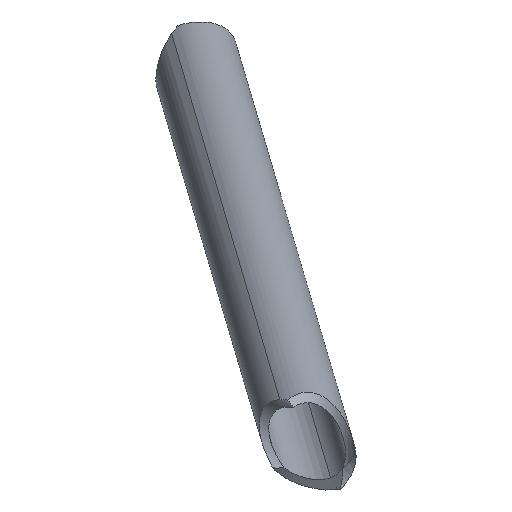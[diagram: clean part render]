
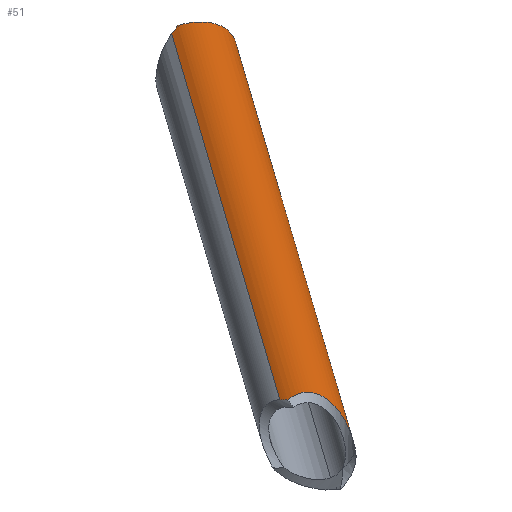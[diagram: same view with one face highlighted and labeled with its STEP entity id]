
A CAD part, isometric view. The second image highlights one B-rep face of the part: STEP entity #51.
In plain terms, the highlighted cylindrical face has radius 7.5 mm (diameter 15 mm), a partial arc.
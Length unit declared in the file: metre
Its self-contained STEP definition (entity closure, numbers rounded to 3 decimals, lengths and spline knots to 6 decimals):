
#51=ADVANCED_FACE('0:115',(#100),#101,.T.);
#100=FACE_OUTER_BOUND('',#144,.T.);
#101=CYLINDRICAL_SURFACE('',#145,0.0075);
#144=EDGE_LOOP('',(#286,#287,#288,#289,#290,#291,#292,#293,#294));
#145=AXIS2_PLACEMENT_3D('',#295,#296,#297);
#286=ORIENTED_EDGE('',*,*,#344,.T.);
#287=ORIENTED_EDGE('',*,*,#375,.T.);
#288=ORIENTED_EDGE('',*,*,#376,.T.);
#289=ORIENTED_EDGE('',*,*,#350,.T.);
#290=ORIENTED_EDGE('',*,*,#371,.T.);
#291=ORIENTED_EDGE('',*,*,#365,.T.);
#292=ORIENTED_EDGE('',*,*,#364,.F.);
#293=ORIENTED_EDGE('',*,*,#373,.T.);
#294=ORIENTED_EDGE('',*,*,#360,.T.);
#295=CARTESIAN_POINT('',(-1.475683,0.327899,0.224006));
#296=DIRECTION('',(-0.608,-0.743,0.279));
#297=DIRECTION('',(0.279,-0.529,-0.802));
#344=EDGE_CURVE('',#403,#404,#405,.T.);
#350=EDGE_CURVE('',#416,#414,#417,.T.);
#360=EDGE_CURVE('0:136',#431,#403,#432,.T.);
#364=EDGE_CURVE('0:145',#437,#438,#439,.T.);
#365=EDGE_CURVE('0:148',#440,#438,#441,.T.);
#371=EDGE_CURVE('',#414,#440,#448,.T.);
#373=EDGE_CURVE('0:172',#437,#431,#450,.T.);
#375=EDGE_CURVE('',#404,#452,#453,.T.);
#376=EDGE_CURVE('0:178',#452,#416,#454,.T.);
#403=VERTEX_POINT('',#573);
#404=VERTEX_POINT('',#574);
#405=LINE('',#575,#576);
#414=VERTEX_POINT('',#591);
#416=VERTEX_POINT('',#593);
#417=LINE('',#594,#595);
#431=VERTEX_POINT('',#713);
#432=ELLIPSE('',#714,0.013533,0.0075);
#437=VERTEX_POINT('',#722);
#438=VERTEX_POINT('',#723);
#439=ELLIPSE('',#724,0.016733,0.0075);
#440=VERTEX_POINT('',#725);
#441=ELLIPSE('',#726,0.016733,0.0075);
#448=ELLIPSE('',#778,0.020938,0.0075);
#450=ELLIPSE('',#780,0.008033,0.0075);
#452=VERTEX_POINT('',#782);
#453=B_SPLINE_CURVE_WITH_KNOTS('',3,(#783,#784,#785,#786,#787,#788,#789,#790,#791,#792,#793,#794,#795,#796,#797,#798,#799,#800,#801,#802,#803,#804,#805,#806,#807,#808,#809,#810,#811,#812,#813,#814,#815,#816,#817,#818,#819),.UNSPECIFIED.,.F.,.F.,(4,3,3,3,3,3,3,3,3,3,3,3,4),(0.0,4.534369,5.552524,9.265479,13.030962,17.726274,19.764198,23.970023,27.461655,30.513407,33.113216,35.886404,36.304504),.UNSPECIFIED.);
#454=B_SPLINE_CURVE_WITH_KNOTS('',5,(#820,#821,#822,#823,#824,#825,#826,#827,#828,#829,#830,#831,#832,#833,#834,#835,#836,#837,#838,#839,#840,#841,#842,#843,#844,#845),.UNSPECIFIED.,.F.,.F.,(6,3,3,3,3,3,5,6),(0.0,6.698694,10.139037,13.644494,16.086968,18.348097,24.406779,26.836187),.UNSPECIFIED.);
#573=CARTESIAN_POINT('',(-1.576246,0.198407,0.265098));
#574=CARTESIAN_POINT('',(-1.447148,0.356267,0.205861));
#575=CARTESIAN_POINT('',(-1.473591,0.323932,0.217995));
#576=VECTOR('',#901,1.0);
#591=CARTESIAN_POINT('',(-1.572974,0.215457,0.2737));
#593=CARTESIAN_POINT('',(-1.45623,0.358211,0.220132));
#594=CARTESIAN_POINT('',(-1.477776,0.331866,0.230018));
#595=VECTOR('',#911,1.0);
#713=CARTESIAN_POINT('',(-1.576329,0.197602,0.265625));
#714=AXIS2_PLACEMENT_3D('',#919,#920,#921);
#722=CARTESIAN_POINT('',(-1.572779,0.197374,0.271932));
#723=CARTESIAN_POINT('',(-1.569076,0.203811,0.273384));
#724=AXIS2_PLACEMENT_3D('',#925,#926,#927);
#725=CARTESIAN_POINT('',(-1.573376,0.213167,0.274932));
#726=AXIS2_PLACEMENT_3D('',#928,#929,#930);
#778=AXIS2_PLACEMENT_3D('',#937,#938,#939);
#780=AXIS2_PLACEMENT_3D('',#940,#941,#942);
#782=CARTESIAN_POINT('',(-1.45392,0.359029,0.220224));
#783=CARTESIAN_POINT('',(-1.447571,0.356472,0.205603));
#784=CARTESIAN_POINT('',(-1.446717,0.356041,0.206089));
#785=CARTESIAN_POINT('',(-1.44592,0.355751,0.206754));
#786=CARTESIAN_POINT('',(-1.445283,0.35556,0.20754));
#787=CARTESIAN_POINT('',(-1.44514,0.355517,0.207717));
#788=CARTESIAN_POINT('',(-1.445005,0.355479,0.2079));
#789=CARTESIAN_POINT('',(-1.44488,0.355445,0.208088));
#790=CARTESIAN_POINT('',(-1.44442,0.355321,0.208774));
#791=CARTESIAN_POINT('',(-1.444084,0.355251,0.209532));
#792=CARTESIAN_POINT('',(-1.443901,0.355201,0.210317));
#793=CARTESIAN_POINT('',(-1.443716,0.35515,0.211113));
#794=CARTESIAN_POINT('',(-1.443689,0.355118,0.211933));
#795=CARTESIAN_POINT('',(-1.443797,0.35509,0.212727));
#796=CARTESIAN_POINT('',(-1.443932,0.355055,0.213718));
#797=CARTESIAN_POINT('',(-1.444272,0.355026,0.214667));
#798=CARTESIAN_POINT('',(-1.444738,0.355019,0.215543));
#799=CARTESIAN_POINT('',(-1.44494,0.355016,0.215923));
#800=CARTESIAN_POINT('',(-1.445166,0.355018,0.216289));
#801=CARTESIAN_POINT('',(-1.445412,0.355026,0.216641));
#802=CARTESIAN_POINT('',(-1.445919,0.355044,0.217368));
#803=CARTESIAN_POINT('',(-1.446519,0.35509,0.218048));
#804=CARTESIAN_POINT('',(-1.447197,0.355203,0.218659));
#805=CARTESIAN_POINT('',(-1.44776,0.355296,0.219165));
#806=CARTESIAN_POINT('',(-1.448378,0.355434,0.219624));
#807=CARTESIAN_POINT('',(-1.44904,0.355652,0.219999));
#808=CARTESIAN_POINT('',(-1.449619,0.355843,0.220327));
#809=CARTESIAN_POINT('',(-1.450233,0.356097,0.220589));
#810=CARTESIAN_POINT('',(-1.450849,0.356434,0.220739));
#811=CARTESIAN_POINT('',(-1.451373,0.35672,0.220867));
#812=CARTESIAN_POINT('',(-1.451898,0.357069,0.22091));
#813=CARTESIAN_POINT('',(-1.45238,0.357461,0.220852));
#814=CARTESIAN_POINT('',(-1.452895,0.35788,0.22079));
#815=CARTESIAN_POINT('',(-1.453358,0.358346,0.220613));
#816=CARTESIAN_POINT('',(-1.453748,0.358816,0.220349));
#817=CARTESIAN_POINT('',(-1.453807,0.358887,0.220309));
#818=CARTESIAN_POINT('',(-1.453864,0.358958,0.220268));
#819=CARTESIAN_POINT('',(-1.45392,0.359029,0.220224));
#820=CARTESIAN_POINT('',(-1.45392,0.359029,0.220224));
#821=CARTESIAN_POINT('',(-1.45483,0.358732,0.220236));
#822=CARTESIAN_POINT('',(-1.455734,0.35841,0.220203));
#823=CARTESIAN_POINT('',(-1.456629,0.35807,0.220122));
#824=CARTESIAN_POINT('',(-1.45797,0.357531,0.219918));
#825=CARTESIAN_POINT('',(-1.459268,0.356973,0.219545));
#826=CARTESIAN_POINT('',(-1.459702,0.356782,0.219397));
#827=CARTESIAN_POINT('',(-1.460561,0.356395,0.219046));
#828=CARTESIAN_POINT('',(-1.461363,0.356015,0.218569));
#829=CARTESIAN_POINT('',(-1.461751,0.355827,0.218288));
#830=CARTESIAN_POINT('',(-1.462353,0.355524,0.217733));
#831=CARTESIAN_POINT('',(-1.462806,0.355274,0.217037));
#832=CARTESIAN_POINT('',(-1.46296,0.355184,0.216728));
#833=CARTESIAN_POINT('',(-1.46318,0.355042,0.216096));
#834=CARTESIAN_POINT('',(-1.463248,0.354964,0.215428));
#835=CARTESIAN_POINT('',(-1.463246,0.354942,0.215104));
#836=CARTESIAN_POINT('',(-1.463127,0.35491,0.21393));
#837=CARTESIAN_POINT('',(-1.462661,0.355033,0.212838));
#838=CARTESIAN_POINT('',(-1.462232,0.355163,0.212124));
#839=CARTESIAN_POINT('',(-1.461743,0.355317,0.211459));
#840=CARTESIAN_POINT('',(-1.461209,0.355486,0.21084));
#841=CARTESIAN_POINT('',(-1.460995,0.355554,0.210592));
#842=CARTESIAN_POINT('',(-1.460773,0.355625,0.21035));
#843=CARTESIAN_POINT('',(-1.460544,0.355697,0.210114));
#844=CARTESIAN_POINT('',(-1.460309,0.355771,0.209884));
#845=CARTESIAN_POINT('',(-1.460068,0.355847,0.209661));
#901=DIRECTION('',(0.608,0.743,-0.279));
#911=DIRECTION('',(-0.608,-0.743,0.279));
#919=CARTESIAN_POINT('',(-1.580279,0.2,0.272));
#920=DIRECTION('',(0.864,0.21,0.457));
#921=DIRECTION('',(-0.155,-0.753,0.639));
#925=CARTESIAN_POINT('',(-1.580279,0.2,0.272));
#926=DIRECTION('',(-0.057,-0.188,0.98));
#927=DIRECTION('',(-0.651,-0.737,-0.18));
#928=CARTESIAN_POINT('',(-1.580279,0.2,0.272));
#929=DIRECTION('',(0.057,0.188,-0.98));
#930=DIRECTION('',(0.651,0.737,0.18));
#937=CARTESIAN_POINT('',(-1.580279,0.2,0.272));
#938=DIRECTION('',(0.849,-0.358,-0.389));
#939=DIRECTION('',(0.326,0.934,-0.149));
#940=CARTESIAN_POINT('',(-1.580279,0.2,0.272));
#941=DIRECTION('',(0.326,0.934,-0.149));
#942=DIRECTION('',(0.849,-0.358,-0.389));
